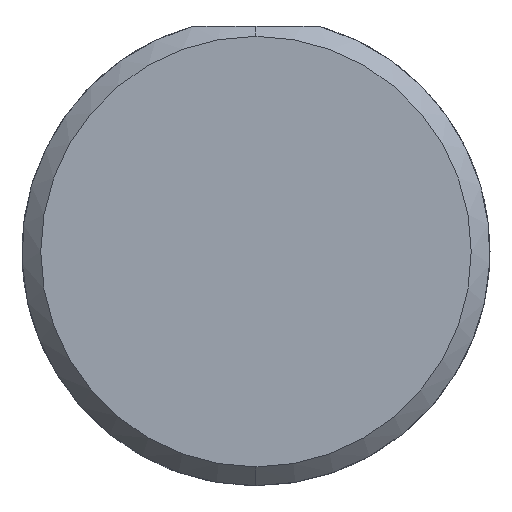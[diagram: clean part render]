
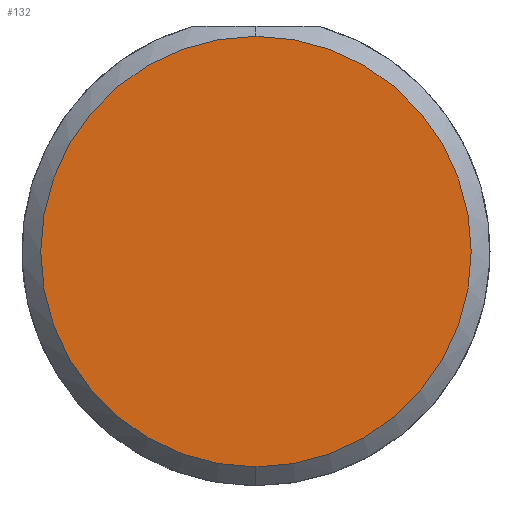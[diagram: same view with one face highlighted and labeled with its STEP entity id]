
A CAD part, left-side view. The second image highlights one B-rep face of the part: STEP entity #132.
In plain terms, the highlighted planar face has unit normal (-1, 0, 0).
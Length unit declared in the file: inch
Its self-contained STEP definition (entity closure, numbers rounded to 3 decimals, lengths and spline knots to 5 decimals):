
#46 = AXIS2_PLACEMENT_3D ( 'NONE', #201, #552, #455 ) ;
#70 = CARTESIAN_POINT ( 'NONE',  ( 0., 0., 0.17235 ) ) ;
#102 = DIRECTION ( 'NONE',  ( -1., 0., 0. ) ) ;
#132 = ADVANCED_FACE ( 'NONE', ( #970 ), #520, .F. ) ;
#177 = VERTEX_POINT ( 'NONE', #70 ) ;
#201 = CARTESIAN_POINT ( 'NONE',  ( 0., 0., 0. ) ) ;
#242 = CARTESIAN_POINT ( 'NONE',  ( 0., 0., -0.17235 ) ) ;
#382 = AXIS2_PLACEMENT_3D ( 'NONE', #776, #554, #859 ) ;
#399 = CIRCLE ( 'NONE', #46, 0.17235 ) ;
#431 = EDGE_CURVE ( 'NONE', #1033, #177, #399, .T. ) ;
#455 = DIRECTION ( 'NONE',  ( 0., 0., -1. ) ) ;
#492 = ORIENTED_EDGE ( 'NONE', *, *, #431, .T. ) ;
#520 = PLANE ( 'NONE',  #382 ) ;
#542 = CIRCLE ( 'NONE', #946, 0.17235 ) ;
#552 = DIRECTION ( 'NONE',  ( -1., 0., 0. ) ) ;
#554 = DIRECTION ( 'NONE',  ( 1., 0., 0. ) ) ;
#567 = ORIENTED_EDGE ( 'NONE', *, *, #740, .T. ) ;
#740 = EDGE_CURVE ( 'NONE', #177, #1033, #542, .T. ) ;
#776 = CARTESIAN_POINT ( 'NONE',  ( 0., 0., 0. ) ) ;
#855 = CARTESIAN_POINT ( 'NONE',  ( 0., 0., 0. ) ) ;
#859 = DIRECTION ( 'NONE',  ( 0., 0., -1. ) ) ;
#941 = DIRECTION ( 'NONE',  ( 0., 0., -1. ) ) ;
#946 = AXIS2_PLACEMENT_3D ( 'NONE', #855, #102, #941 ) ;
#970 = FACE_OUTER_BOUND ( 'NONE', #1077, .T. ) ;
#1033 = VERTEX_POINT ( 'NONE', #242 ) ;
#1077 = EDGE_LOOP ( 'NONE', ( #492, #567 ) ) ;
